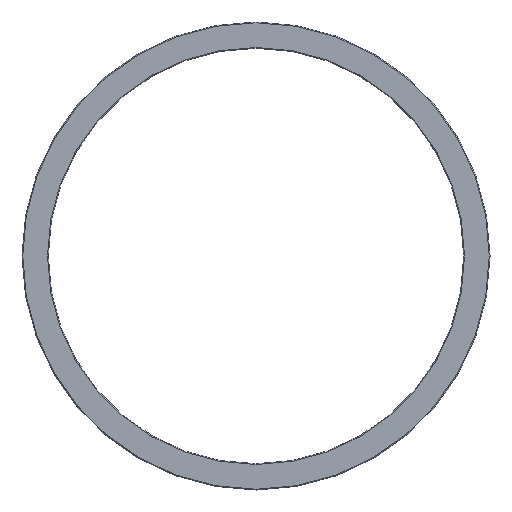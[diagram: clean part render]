
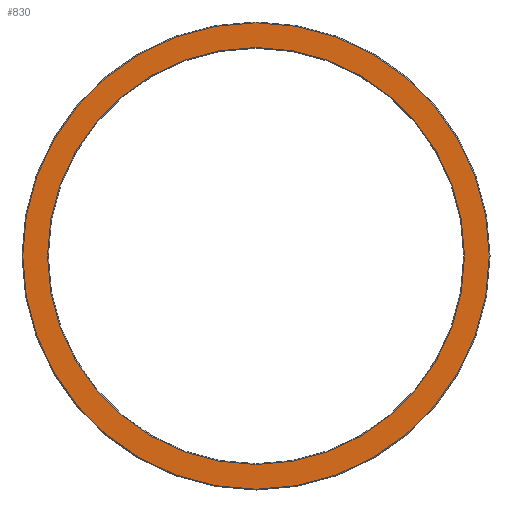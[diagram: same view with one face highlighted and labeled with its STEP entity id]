
A CAD part, front view. The second image highlights one B-rep face of the part: STEP entity #830.
In plain terms, the highlighted planar face has unit normal (0, -1, 0).
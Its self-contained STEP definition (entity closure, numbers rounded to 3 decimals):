
#1 = CARTESIAN_POINT ( 'NONE',  ( 0., 0., 106.9 ) ) ;
#23 = VERTEX_POINT ( 'NONE', #1 ) ;
#30 = AXIS2_PLACEMENT_3D ( 'NONE', #711, #303, #768 ) ;
#100 = AXIS2_PLACEMENT_3D ( 'NONE', #729, #327, #794 ) ;
#125 = CARTESIAN_POINT ( 'NONE',  ( 0., 0., 0. ) ) ;
#128 = CIRCLE ( 'NONE', #772, 119.6 ) ;
#155 = CIRCLE ( 'NONE', #100, 119.6 ) ;
#192 = DIRECTION ( 'NONE',  ( 0., 0., -1. ) ) ;
#201 = VERTEX_POINT ( 'NONE', #483 ) ;
#246 = FACE_BOUND ( 'NONE', #824, .T. ) ;
#262 = FACE_OUTER_BOUND ( 'NONE', #714, .T. ) ;
#303 = DIRECTION ( 'NONE',  ( 0., 1., 0. ) ) ;
#318 = CARTESIAN_POINT ( 'NONE',  ( 0., 0., 0. ) ) ;
#327 = DIRECTION ( 'NONE',  ( 0., -1., 0. ) ) ;
#329 = CARTESIAN_POINT ( 'NONE',  ( 0., 0., -106.9 ) ) ;
#335 = CIRCLE ( 'NONE', #599, 106.9 ) ;
#355 = ORIENTED_EDGE ( 'NONE', *, *, #518, .T. ) ;
#387 = DIRECTION ( 'NONE',  ( 0., 0., -1. ) ) ;
#460 = CIRCLE ( 'NONE', #30, 106.9 ) ;
#469 = DIRECTION ( 'NONE',  ( 0., -1., 0. ) ) ;
#483 = CARTESIAN_POINT ( 'NONE',  ( 0., 0., 119.6 ) ) ;
#518 = EDGE_CURVE ( 'NONE', #23, #758, #460, .T. ) ;
#587 = DIRECTION ( 'NONE',  ( 0., 1., 0. ) ) ;
#588 = CARTESIAN_POINT ( 'NONE',  ( 0., 0., -119.6 ) ) ;
#599 = AXIS2_PLACEMENT_3D ( 'NONE', #125, #587, #192 ) ;
#624 = EDGE_CURVE ( 'NONE', #758, #23, #335, .T. ) ;
#650 = EDGE_CURVE ( 'NONE', #201, #693, #128, .T. ) ;
#678 = CARTESIAN_POINT ( 'NONE',  ( -106.5, 0., 0. ) ) ;
#693 = VERTEX_POINT ( 'NONE', #588 ) ;
#711 = CARTESIAN_POINT ( 'NONE',  ( 0., 0., 0. ) ) ;
#714 = EDGE_LOOP ( 'NONE', ( #835, #751 ) ) ;
#717 = EDGE_CURVE ( 'NONE', #693, #201, #155, .T. ) ;
#729 = CARTESIAN_POINT ( 'NONE',  ( 0., 0., 0. ) ) ;
#736 = PLANE ( 'NONE',  #756 ) ;
#751 = ORIENTED_EDGE ( 'NONE', *, *, #717, .T. ) ;
#756 = AXIS2_PLACEMENT_3D ( 'NONE', #678, #469, #808 ) ;
#758 = VERTEX_POINT ( 'NONE', #329 ) ;
#768 = DIRECTION ( 'NONE',  ( 0., 0., -1. ) ) ;
#772 = AXIS2_PLACEMENT_3D ( 'NONE', #318, #785, #387 ) ;
#785 = DIRECTION ( 'NONE',  ( 0., -1., 0. ) ) ;
#792 = ORIENTED_EDGE ( 'NONE', *, *, #624, .T. ) ;
#794 = DIRECTION ( 'NONE',  ( 0., 0., -1. ) ) ;
#808 = DIRECTION ( 'NONE',  ( 0., 0., -1. ) ) ;
#824 = EDGE_LOOP ( 'NONE', ( #792, #355 ) ) ;
#830 = ADVANCED_FACE ( 'NONE', ( #246, #262 ), #736, .T. ) ;
#835 = ORIENTED_EDGE ( 'NONE', *, *, #650, .T. ) ;
